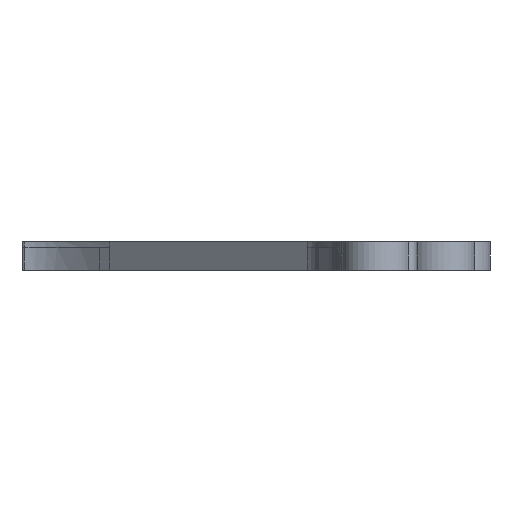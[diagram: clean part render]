
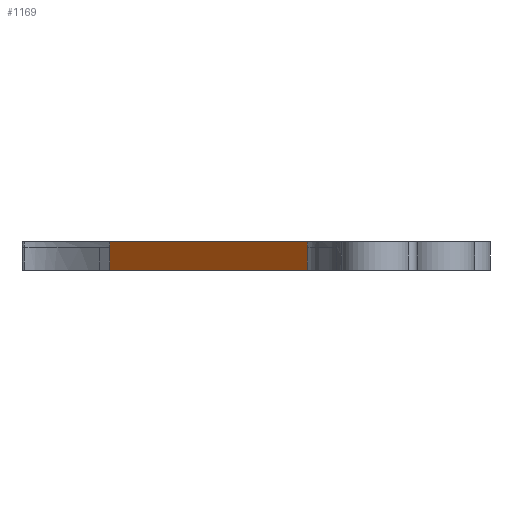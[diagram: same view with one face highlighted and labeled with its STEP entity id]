
A CAD part, left-side view. The second image highlights one B-rep face of the part: STEP entity #1169.
In plain terms, the highlighted planar face has unit normal (-0.734, 0.679, 0).
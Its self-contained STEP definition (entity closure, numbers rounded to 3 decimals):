
#75=PLANE('',#1305);
#103=LINE('',#1877,#175);
#105=LINE('',#2077,#177);
#107=LINE('',#2181,#179);
#129=LINE('',#2393,#201);
#130=LINE('',#2410,#202);
#132=LINE('',#2414,#204);
#175=VECTOR('',#1365,10.);
#177=VECTOR('',#1423,10.);
#179=VECTOR('',#1437,10.);
#201=VECTOR('',#1531,10.);
#202=VECTOR('',#1532,10.);
#204=VECTOR('',#1538,10.);
#271=FACE_OUTER_BOUND('',#355,.T.);
#355=EDGE_LOOP('',(#968,#969,#970,#971,#972,#973));
#512=VERTEX_POINT('',#1865);
#513=VERTEX_POINT('',#1876);
#549=VERTEX_POINT('',#2065);
#550=VERTEX_POINT('',#2076);
#560=VERTEX_POINT('',#2167);
#598=VERTEX_POINT('',#2379);
#632=EDGE_CURVE('',#512,#513,#103,.T.);
#672=EDGE_CURVE('',#549,#550,#105,.T.);
#684=EDGE_CURVE('',#560,#549,#107,.T.);
#737=EDGE_CURVE('',#598,#513,#129,.T.);
#738=EDGE_CURVE('',#550,#512,#130,.T.);
#740=EDGE_CURVE('',#598,#560,#132,.T.);
#968=ORIENTED_EDGE('',*,*,#672,.F.);
#969=ORIENTED_EDGE('',*,*,#684,.F.);
#970=ORIENTED_EDGE('',*,*,#740,.F.);
#971=ORIENTED_EDGE('',*,*,#737,.T.);
#972=ORIENTED_EDGE('',*,*,#632,.F.);
#973=ORIENTED_EDGE('',*,*,#738,.F.);
#1169=ADVANCED_FACE('',(#271),#75,.T.);
#1305=AXIS2_PLACEMENT_3D('',#2413,#1536,#1537);
#1365=DIRECTION('',(-0.679,-0.734,0.));
#1423=DIRECTION('',(0.,0.,1.));
#1437=DIRECTION('',(0.679,0.734,0.));
#1531=DIRECTION('',(0.,0.,1.));
#1532=DIRECTION('',(0.,0.,1.));
#1536=DIRECTION('center_axis',(-0.734,0.679,0.));
#1537=DIRECTION('ref_axis',(-0.679,-0.734,0.));
#1538=DIRECTION('',(0.,0.,-1.));
#1865=CARTESIAN_POINT('',(-24.496,-15.303,5.));
#1876=CARTESIAN_POINT('',(-56.289,-49.691,5.));
#1877=CARTESIAN_POINT('',(-67.828,-62.172,5.));
#2065=CARTESIAN_POINT('',(-24.496,-15.303,0.));
#2076=CARTESIAN_POINT('',(-24.496,-15.303,4.));
#2077=CARTESIAN_POINT('',(-24.496,-15.303,0.));
#2167=CARTESIAN_POINT('',(-56.289,-49.691,0.));
#2181=CARTESIAN_POINT('',(-67.828,-62.172,0.));
#2379=CARTESIAN_POINT('',(-56.289,-49.691,4.));
#2393=CARTESIAN_POINT('',(-56.289,-49.691,4.));
#2410=CARTESIAN_POINT('',(-24.496,-15.303,4.));
#2413=CARTESIAN_POINT('Origin',(-10.347,0.,
0.));
#2414=CARTESIAN_POINT('',(-56.289,-49.691,4.));
